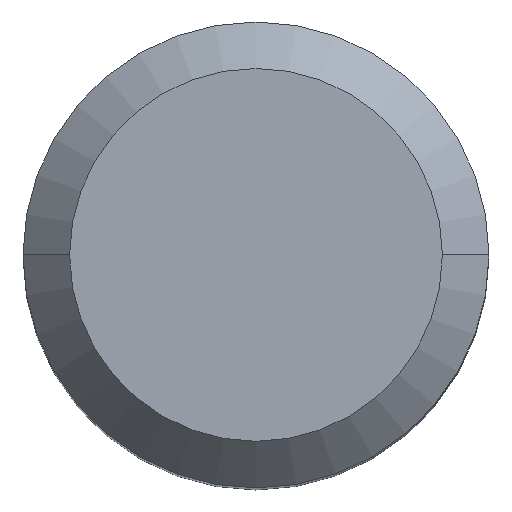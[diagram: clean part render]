
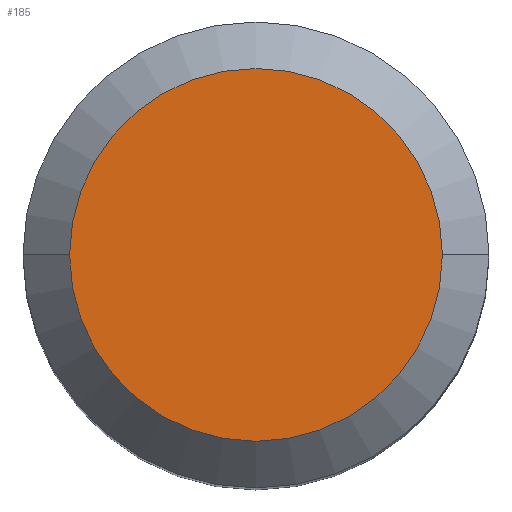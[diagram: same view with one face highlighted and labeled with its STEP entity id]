
A CAD part, top view. The second image highlights one B-rep face of the part: STEP entity #185.
In plain terms, the highlighted planar face has unit normal (0, 0, 1).
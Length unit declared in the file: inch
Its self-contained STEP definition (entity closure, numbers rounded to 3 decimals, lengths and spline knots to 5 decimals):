
#7 = FACE_OUTER_BOUND ( 'NONE', #347, .T. ) ;
#23 = DIRECTION ( 'NONE',  ( 0., 0., 1. ) ) ;
#28 = DIRECTION ( 'NONE',  ( 1., 0., 0. ) ) ;
#69 = VERTEX_POINT ( 'NONE', #458 ) ;
#73 = DIRECTION ( 'NONE',  ( 0., 0., -1. ) ) ;
#115 = CARTESIAN_POINT ( 'NONE',  ( 0., 0., 0. ) ) ;
#164 = CARTESIAN_POINT ( 'NONE',  ( -0.28348, 0., 0. ) ) ;
#171 = AXIS2_PLACEMENT_3D ( 'NONE', #393, #350, #205 ) ;
#185 = ADVANCED_FACE ( 'NONE', ( #7 ), #459, .F. ) ;
#205 = DIRECTION ( 'NONE',  ( 1., 0., 0. ) ) ;
#326 = AXIS2_PLACEMENT_3D ( 'NONE', #365, #23, #28 ) ;
#347 = EDGE_LOOP ( 'NONE', ( #470, #476 ) ) ;
#350 = DIRECTION ( 'NONE',  ( 0., 0., 1. ) ) ;
#361 = VERTEX_POINT ( 'NONE', #164 ) ;
#365 = CARTESIAN_POINT ( 'NONE',  ( 0., 0., 0. ) ) ;
#372 = EDGE_CURVE ( 'NONE', #361, #69, #407, .T. ) ;
#393 = CARTESIAN_POINT ( 'NONE',  ( 0., 0., 0. ) ) ;
#402 = CIRCLE ( 'NONE', #326, 0.28348 ) ;
#407 = CIRCLE ( 'NONE', #171, 0.28348 ) ;
#411 = DIRECTION ( 'NONE',  ( -1., 0., 0. ) ) ;
#458 = CARTESIAN_POINT ( 'NONE',  ( 0.28348, 0., 0. ) ) ;
#459 = PLANE ( 'NONE',  #480 ) ;
#470 = ORIENTED_EDGE ( 'NONE', *, *, #372, .T. ) ;
#476 = ORIENTED_EDGE ( 'NONE', *, *, #479, .T. ) ;
#479 = EDGE_CURVE ( 'NONE', #69, #361, #402, .T. ) ;
#480 = AXIS2_PLACEMENT_3D ( 'NONE', #115, #73, #411 ) ;
